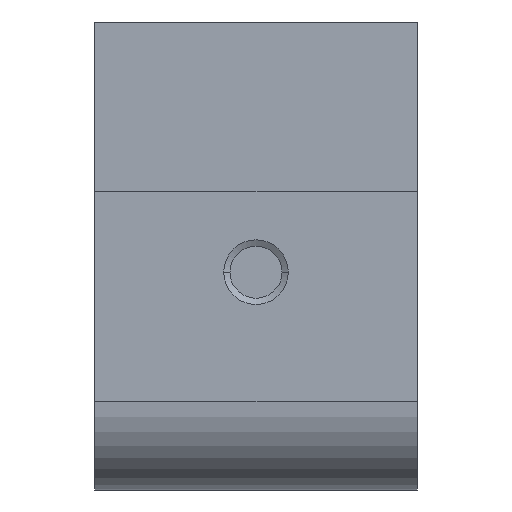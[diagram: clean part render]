
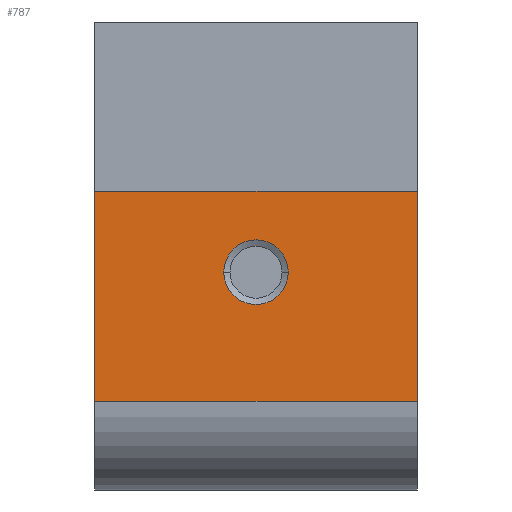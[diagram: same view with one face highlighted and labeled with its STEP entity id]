
A CAD part, left-side view. The second image highlights one B-rep face of the part: STEP entity #787.
In plain terms, the highlighted face is planar.
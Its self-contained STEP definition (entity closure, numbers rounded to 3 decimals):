
#196=DIRECTION('',(0.,-1.,0.));
#197=VECTOR('',#196,40.);
#198=CARTESIAN_POINT('',(231.474,135.025,93.));
#199=LINE('',#198,#197);
#217=DIRECTION('',(-1.,0.,0.));
#218=VECTOR('',#217,26.);
#219=CARTESIAN_POINT('',(231.474,95.025,93.));
#220=LINE('',#219,#218);
#264=DIRECTION('',(0.,-1.,0.));
#265=VECTOR('',#264,40.);
#266=CARTESIAN_POINT('',(205.474,135.025,93.));
#267=LINE('',#266,#265);
#268=DIRECTION('',(-1.,0.,0.));
#269=VECTOR('',#268,26.);
#270=CARTESIAN_POINT('',(231.474,135.025,93.));
#271=LINE('',#270,#269);
#272=CARTESIAN_POINT('',(215.474,115.025,93.));
#273=DIRECTION('',(0.,0.,-1.));
#274=DIRECTION('',(0.,1.,0.));
#275=AXIS2_PLACEMENT_3D('',#272,#273,#274);
#277=CARTESIAN_POINT('',(215.474,115.025,93.));
#278=DIRECTION('',(0.,0.,-1.));
#279=DIRECTION('',(0.,-1.,0.));
#280=AXIS2_PLACEMENT_3D('',#277,#278,#279);
#428=CARTESIAN_POINT('',(231.474,135.025,93.));
#429=VERTEX_POINT('',#428);
#430=CARTESIAN_POINT('',(205.474,135.025,93.));
#431=VERTEX_POINT('',#430);
#510=CARTESIAN_POINT('',(231.474,95.025,93.));
#511=VERTEX_POINT('',#510);
#512=CARTESIAN_POINT('',(205.474,95.025,93.));
#513=VERTEX_POINT('',#512);
#514=CARTESIAN_POINT('',(215.474,111.025,93.));
#515=CARTESIAN_POINT('',(215.474,119.025,93.));
#516=VERTEX_POINT('',#514);
#517=VERTEX_POINT('',#515);
#770=CARTESIAN_POINT('',(210.474,115.025,93.));
#771=DIRECTION('',(0.,0.,1.));
#772=DIRECTION('',(1.,0.,0.));
#773=AXIS2_PLACEMENT_3D('',#770,#771,#772);
#774=PLANE('',#773);
#775=ORIENTED_EDGE('',*,*,#762,.F.);
#776=ORIENTED_EDGE('',*,*,#611,.F.);
#777=ORIENTED_EDGE('',*,*,#699,.T.);
#778=ORIENTED_EDGE('',*,*,#717,.T.);
#779=EDGE_LOOP('',(#775,#776,#777,#778));
#780=FACE_OUTER_BOUND('',#779,.F.);
#782=ORIENTED_EDGE('',*,*,#781,.F.);
#784=ORIENTED_EDGE('',*,*,#783,.F.);
#785=EDGE_LOOP('',(#782,#784));
#786=FACE_BOUND('',#785,.F.);
#787=ADVANCED_FACE('',(#780,#786),#774,.T.);
#276=CIRCLE('',#275,4.);
#281=CIRCLE('',#280,4.);
#611=EDGE_CURVE('',#429,#431,#271,.T.);
#699=EDGE_CURVE('',#429,#511,#199,.T.);
#717=EDGE_CURVE('',#511,#513,#220,.T.);
#762=EDGE_CURVE('',#431,#513,#267,.T.);
#781=EDGE_CURVE('',#517,#516,#276,.T.);
#783=EDGE_CURVE('',#516,#517,#281,.T.);
